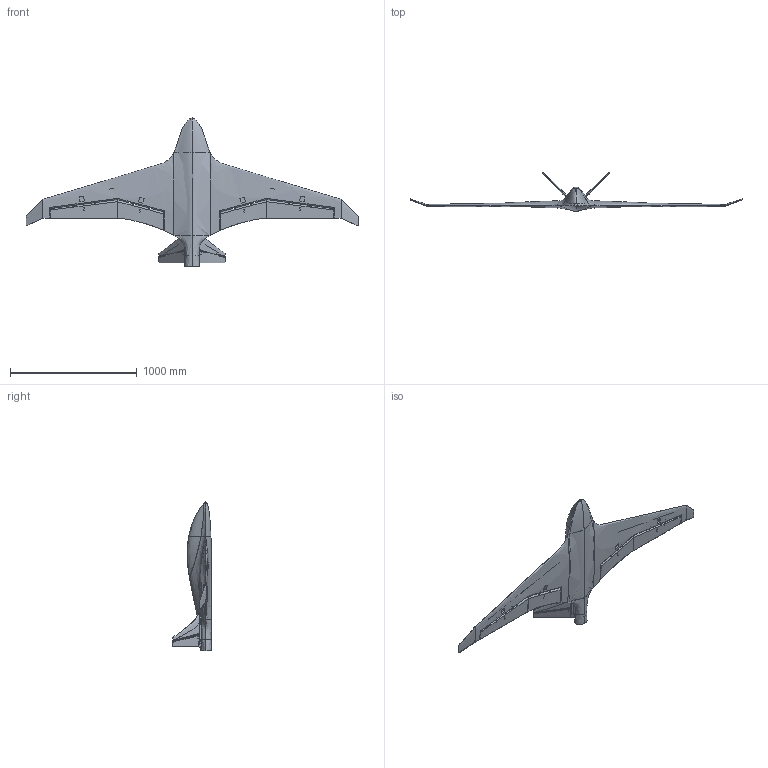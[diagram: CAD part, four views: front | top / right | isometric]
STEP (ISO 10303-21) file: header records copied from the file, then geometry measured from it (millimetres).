
FILE_DESCRIPTION(('FreeCAD Model'),'2;1');
FILE_NAME('Open CASCADE Shape Model','2025-04-27T13:33:32',('FreeCAD'),( 'FreeCAD'),'Open CASCADE STEP processor 7.6','FreeCAD','Unknown');
FILE_SCHEMA(('AUTOMOTIVE_DESIGN { 1 0 10303 214 1 1 1 1 }'));
Products named in the file (1): Open CASCADE STEP translator 7.6 1
Bounding box: 2620.43 x 307.21 x 1177.72 mm (x, y, z)
Volume: 20062957.4 mm3; surface area: 3235513.4 mm2
Topology: 14 solids, 14 shells, 363 faces, 920 edges, 602 vertices
Faces by surface type: bspline 363
Entity records: 208617 total; most frequent: CARTESIAN_POINT 202835, ORIENTED_EDGE 1832, EDGE_CURVE 916, B_SPLINE_CURVE_WITH_KNOTS 862, VERTEX_POINT 602, FACE_BOUND 424, EDGE_LOOP 424, ADVANCED_FACE 363
